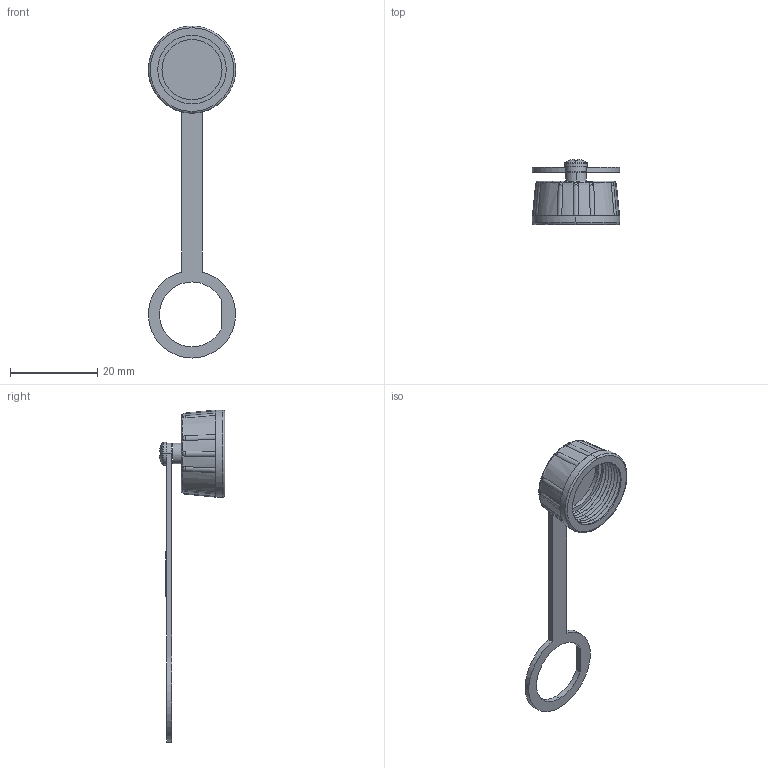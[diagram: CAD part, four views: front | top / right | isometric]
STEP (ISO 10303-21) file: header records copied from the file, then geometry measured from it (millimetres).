
FILE_DESCRIPTION (( 'STEP AP214' ), '1' );
FILE_NAME ('WPUSBMINI-CVR.STEP', '2009-05-13T19:45:48', ( ' ' ), ( ' ' ), 'SwSTEP 2.0', 'SolidWorks 2008', '' );
FILE_SCHEMA (( 'AUTOMOTIVE_DESIGN' ));
Length unit declared in the file: inch
Products named in the file (4): WPUSBMINI-CVR-MA2; WPUSBMINI-CVR; WPUSBMINI-CVR-MA3; WPUSBMINI-CVR-MA1
Assembly tree (3 placements, depth 2):
  WPUSBMINI-CVR
    WPUSBMINI-CVR-MA3
    WPUSBMINI-CVR-MA1
    WPUSBMINI-CVR-MA2
Bounding box: 19.99 x 15 x 76.12 mm (x, y, z)
Volume: 1863.6 mm3; surface area: 2993.9 mm2
Topology: 3 solids, 3 shells, 247 faces, 610 edges, 379 vertices
Faces by surface type: plane 69, cylinder 68, cone 56, bspline 36, sphere 14, torus 4
Entity records: 9862 total; most frequent: CARTESIAN_POINT 3768, ORIENTED_EDGE 1216, DIRECTION 1106, EDGE_CURVE 608, AXIS2_PLACEMENT_3D 431, VERTEX_POINT 379, EDGE_LOOP 263, ADVANCED_FACE 247
